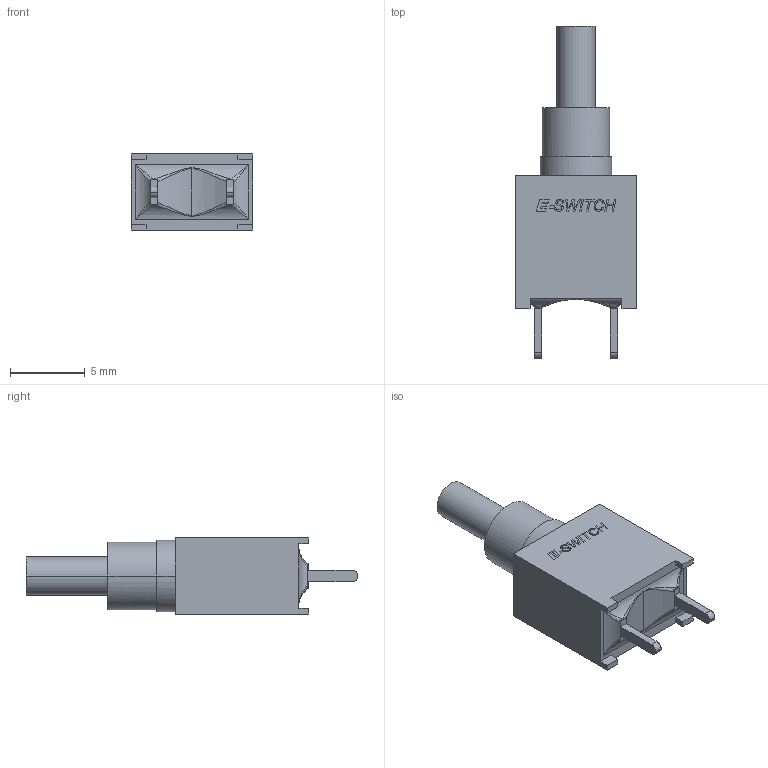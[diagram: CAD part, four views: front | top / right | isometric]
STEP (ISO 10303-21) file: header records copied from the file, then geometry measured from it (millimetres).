
FILE_DESCRIPTION (( 'STEP AP214' ), '1' );
FILE_NAME ('800AWSP9M2QE--3DModel-STEP-520916.STEP', '2023-03-06T09:10:51', ( '' ), ( '' ), 'SwSTEP 2.0', 'SolidWorks 2021', '' );
FILE_SCHEMA (( 'AUTOMOTIVE_DESIGN' ));
Length unit declared in the file: millimetre
Products named in the file (3): Body2; 800AWSP9M2QE--3DModel-STEP-520916; Body1
Assembly tree (2 placements, depth 2):
  800AWSP9M2QE--3DModel-STEP-520916
    Body1
    Body2
Bounding box: 8.13 x 22.15 x 5.08 mm (x, y, z)
Volume: 434.8 mm3; surface area: 494.6 mm2
Topology: 2 solids, 2 shells, 118 faces, 352 edges, 250 vertices
Faces by surface type: plane 94, cylinder 18, bspline 6
Entity records: 6521 total; most frequent: CARTESIAN_POINT 2180, ORIENTED_EDGE 704, DIRECTION 455, EDGE_CURVE 352, VERTEX_POINT 250, LINE 209, VECTOR 209, B_SPLINE_CURVE_WITH_KNOTS 137
